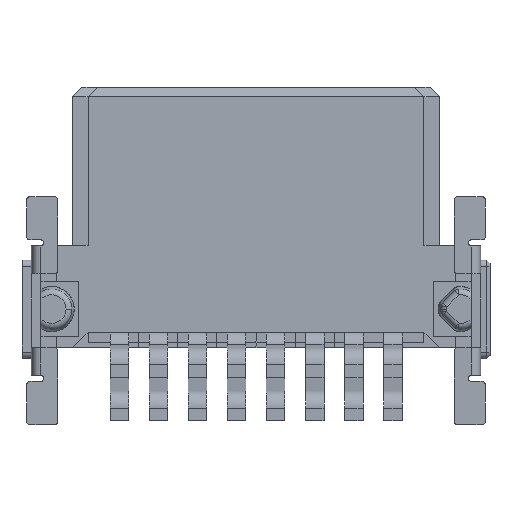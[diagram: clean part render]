
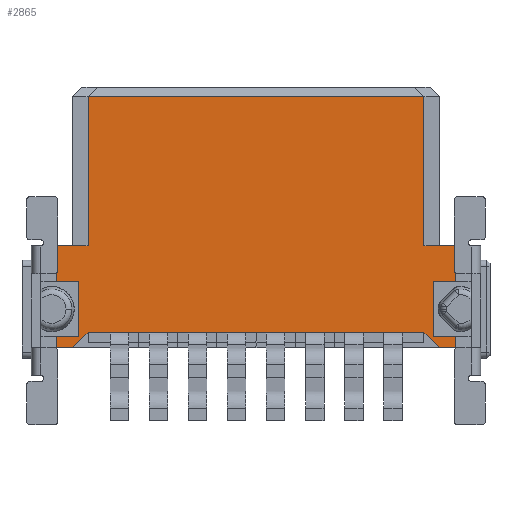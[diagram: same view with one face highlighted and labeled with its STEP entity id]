
A CAD part, front view. The second image highlights one B-rep face of the part: STEP entity #2865.
In plain terms, the highlighted planar face has unit normal (0, -1, 0).
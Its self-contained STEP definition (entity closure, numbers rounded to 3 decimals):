
#2742=AXIS2_PLACEMENT_3D('Plane Axis2P3D',#2739,#2740,#2741) ;
#652=CARTESIAN_POINT('Vertex',(1.115,1.373,5.8)) ;
#655=CARTESIAN_POINT('Line Origine',(1.63,1.373,5.8)) ;
#659=CARTESIAN_POINT('Vertex',(2.145,1.373,5.8)) ;
#791=CARTESIAN_POINT('Vertex',(13.055,1.373,5.8)) ;
#794=CARTESIAN_POINT('Line Origine',(13.57,1.373,5.8)) ;
#798=CARTESIAN_POINT('Vertex',(14.085,1.373,5.8)) ;
#1774=CARTESIAN_POINT('Vertex',(1.115,1.373,2.85)) ;
#1779=CARTESIAN_POINT('Line Origine',(1.48,1.373,2.85)) ;
#1783=CARTESIAN_POINT('Vertex',(1.845,1.373,2.85)) ;
#2066=CARTESIAN_POINT('Vertex',(1.115,1.373,4.65)) ;
#2078=CARTESIAN_POINT('Vertex',(1.845,1.373,4.65)) ;
#2081=CARTESIAN_POINT('Line Origine',(1.48,1.373,4.65)) ;
#2726=CARTESIAN_POINT('Line Origine',(1.115,1.373,5.225)) ;
#2739=CARTESIAN_POINT('Axis2P3D Location',(3.355,1.373,10.85)) ;
#2744=CARTESIAN_POINT('Line Origine',(7.6,1.373,3.)) ;
#2748=CARTESIAN_POINT('Vertex',(13.055,1.373,3.)) ;
#2750=CARTESIAN_POINT('Vertex',(2.145,1.373,3.)) ;
#2753=CARTESIAN_POINT('Line Origine',(13.305,1.373,2.75)) ;
#2757=CARTESIAN_POINT('Vertex',(13.555,1.373,2.5)) ;
#2760=CARTESIAN_POINT('Line Origine',(13.82,1.373,2.5)) ;
#2764=CARTESIAN_POINT('Vertex',(14.085,1.373,2.5)) ;
#2767=CARTESIAN_POINT('Line Origine',(14.085,1.373,2.675)) ;
#2771=CARTESIAN_POINT('Vertex',(14.085,1.373,2.85)) ;
#2774=CARTESIAN_POINT('Line Origine',(13.72,1.373,2.85)) ;
#2778=CARTESIAN_POINT('Vertex',(13.355,1.373,2.85)) ;
#2781=CARTESIAN_POINT('Line Origine',(13.355,1.373,3.75)) ;
#2785=CARTESIAN_POINT('Vertex',(13.355,1.373,4.65)) ;
#2788=CARTESIAN_POINT('Line Origine',(13.72,1.373,4.65)) ;
#2792=CARTESIAN_POINT('Vertex',(14.085,1.373,4.65)) ;
#2795=CARTESIAN_POINT('Line Origine',(14.085,1.373,5.225)) ;
#2800=CARTESIAN_POINT('Line Origine',(13.055,1.373,8.225)) ;
#2804=CARTESIAN_POINT('Vertex',(13.055,1.373,10.65)) ;
#2807=CARTESIAN_POINT('Line Origine',(7.6,1.373,10.65)) ;
#2811=CARTESIAN_POINT('Vertex',(2.145,1.373,10.65)) ;
#2814=CARTESIAN_POINT('Line Origine',(2.145,1.373,8.225)) ;
#2819=CARTESIAN_POINT('Line Origine',(1.845,1.373,3.75)) ;
#2824=CARTESIAN_POINT('Line Origine',(1.115,1.373,2.675)) ;
#2828=CARTESIAN_POINT('Vertex',(1.115,1.373,2.5)) ;
#2831=CARTESIAN_POINT('Line Origine',(1.38,1.373,2.5)) ;
#2835=CARTESIAN_POINT('Vertex',(1.645,1.373,2.5)) ;
#2838=CARTESIAN_POINT('Line Origine',(1.895,1.373,2.75)) ;
#656=DIRECTION('Vector Direction',(-1.,0.,0.)) ;
#795=DIRECTION('Vector Direction',(-1.,0.,0.)) ;
#1780=DIRECTION('Vector Direction',(-1.,0.,0.)) ;
#2082=DIRECTION('Vector Direction',(1.,0.,0.)) ;
#2727=DIRECTION('Vector Direction',(0.,0.,-1.)) ;
#2740=DIRECTION('Axis2P3D Direction',(0.,-1.,0.)) ;
#2741=DIRECTION('Axis2P3D XDirection',(0.,0.,-1.)) ;
#2745=DIRECTION('Vector Direction',(-1.,0.,0.)) ;
#2754=DIRECTION('Vector Direction',(0.707,0.,-0.707)) ;
#2761=DIRECTION('Vector Direction',(1.,0.,0.)) ;
#2768=DIRECTION('Vector Direction',(0.,0.,1.)) ;
#2775=DIRECTION('Vector Direction',(-1.,0.,0.)) ;
#2782=DIRECTION('Vector Direction',(0.,0.,1.)) ;
#2789=DIRECTION('Vector Direction',(1.,0.,0.)) ;
#2796=DIRECTION('Vector Direction',(0.,0.,1.)) ;
#2801=DIRECTION('Vector Direction',(0.,0.,1.)) ;
#2808=DIRECTION('Vector Direction',(-1.,0.,0.)) ;
#2815=DIRECTION('Vector Direction',(0.,0.,-1.)) ;
#2820=DIRECTION('Vector Direction',(0.,0.,-1.)) ;
#2825=DIRECTION('Vector Direction',(0.,0.,-1.)) ;
#2832=DIRECTION('Vector Direction',(1.,0.,0.)) ;
#2839=DIRECTION('Vector Direction',(0.707,0.,0.707)) ;
#657=VECTOR('Line Direction',#656,1.) ;
#796=VECTOR('Line Direction',#795,1.) ;
#1781=VECTOR('Line Direction',#1780,1.) ;
#2083=VECTOR('Line Direction',#2082,1.) ;
#2728=VECTOR('Line Direction',#2727,1.) ;
#2746=VECTOR('Line Direction',#2745,1.) ;
#2755=VECTOR('Line Direction',#2754,1.) ;
#2762=VECTOR('Line Direction',#2761,1.) ;
#2769=VECTOR('Line Direction',#2768,1.) ;
#2776=VECTOR('Line Direction',#2775,1.) ;
#2783=VECTOR('Line Direction',#2782,1.) ;
#2790=VECTOR('Line Direction',#2789,1.) ;
#2797=VECTOR('Line Direction',#2796,1.) ;
#2802=VECTOR('Line Direction',#2801,1.) ;
#2809=VECTOR('Line Direction',#2808,1.) ;
#2816=VECTOR('Line Direction',#2815,1.) ;
#2821=VECTOR('Line Direction',#2820,1.) ;
#2826=VECTOR('Line Direction',#2825,1.) ;
#2833=VECTOR('Line Direction',#2832,1.) ;
#2840=VECTOR('Line Direction',#2839,1.) ;
#2844=ORIENTED_EDGE('',*,*,#2752,.F.) ;
#2845=ORIENTED_EDGE('',*,*,#2759,.T.) ;
#2846=ORIENTED_EDGE('',*,*,#2766,.T.) ;
#2847=ORIENTED_EDGE('',*,*,#2773,.T.) ;
#2848=ORIENTED_EDGE('',*,*,#2780,.T.) ;
#2849=ORIENTED_EDGE('',*,*,#2787,.T.) ;
#2850=ORIENTED_EDGE('',*,*,#2794,.T.) ;
#2851=ORIENTED_EDGE('',*,*,#2799,.T.) ;
#2852=ORIENTED_EDGE('',*,*,#800,.T.) ;
#2853=ORIENTED_EDGE('',*,*,#2806,.T.) ;
#2854=ORIENTED_EDGE('',*,*,#2813,.T.) ;
#2855=ORIENTED_EDGE('',*,*,#2818,.T.) ;
#2856=ORIENTED_EDGE('',*,*,#661,.T.) ;
#2857=ORIENTED_EDGE('',*,*,#2730,.T.) ;
#2858=ORIENTED_EDGE('',*,*,#2085,.T.) ;
#2859=ORIENTED_EDGE('',*,*,#2823,.T.) ;
#2860=ORIENTED_EDGE('',*,*,#1785,.T.) ;
#2861=ORIENTED_EDGE('',*,*,#2830,.T.) ;
#2862=ORIENTED_EDGE('',*,*,#2837,.T.) ;
#2863=ORIENTED_EDGE('',*,*,#2842,.T.) ;
#2865=ADVANCED_FACE('Hauptk\X2\00F6\X0\rper',(#2864),#2743,.T.) ;
#661=EDGE_CURVE('',#660,#653,#658,.T.) ;
#800=EDGE_CURVE('',#799,#792,#797,.T.) ;
#1785=EDGE_CURVE('',#1784,#1775,#1782,.T.) ;
#2085=EDGE_CURVE('',#2067,#2079,#2084,.T.) ;
#2730=EDGE_CURVE('',#653,#2067,#2729,.T.) ;
#2752=EDGE_CURVE('',#2749,#2751,#2747,.T.) ;
#2759=EDGE_CURVE('',#2749,#2758,#2756,.T.) ;
#2766=EDGE_CURVE('',#2758,#2765,#2763,.T.) ;
#2773=EDGE_CURVE('',#2765,#2772,#2770,.T.) ;
#2780=EDGE_CURVE('',#2772,#2779,#2777,.T.) ;
#2787=EDGE_CURVE('',#2779,#2786,#2784,.T.) ;
#2794=EDGE_CURVE('',#2786,#2793,#2791,.T.) ;
#2799=EDGE_CURVE('',#2793,#799,#2798,.T.) ;
#2806=EDGE_CURVE('',#792,#2805,#2803,.T.) ;
#2813=EDGE_CURVE('',#2805,#2812,#2810,.T.) ;
#2818=EDGE_CURVE('',#2812,#660,#2817,.T.) ;
#2823=EDGE_CURVE('',#2079,#1784,#2822,.T.) ;
#2830=EDGE_CURVE('',#1775,#2829,#2827,.T.) ;
#2837=EDGE_CURVE('',#2829,#2836,#2834,.T.) ;
#2842=EDGE_CURVE('',#2836,#2751,#2841,.T.) ;
#2843=EDGE_LOOP('',(#2844,#2845,#2846,#2847,#2848,#2849,#2850,#2851,#2852,#2853,#2854,#2855,#2856,#2857,#2858,#2859,#2860,#2861,#2862,#2863)) ;
#2864=FACE_OUTER_BOUND('',#2843,.T.) ;
#658=LINE('Line',#655,#657) ;
#797=LINE('Line',#794,#796) ;
#1782=LINE('Line',#1779,#1781) ;
#2084=LINE('Line',#2081,#2083) ;
#2729=LINE('Line',#2726,#2728) ;
#2747=LINE('Line',#2744,#2746) ;
#2756=LINE('Line',#2753,#2755) ;
#2763=LINE('Line',#2760,#2762) ;
#2770=LINE('Line',#2767,#2769) ;
#2777=LINE('Line',#2774,#2776) ;
#2784=LINE('Line',#2781,#2783) ;
#2791=LINE('Line',#2788,#2790) ;
#2798=LINE('Line',#2795,#2797) ;
#2803=LINE('Line',#2800,#2802) ;
#2810=LINE('Line',#2807,#2809) ;
#2817=LINE('Line',#2814,#2816) ;
#2822=LINE('Line',#2819,#2821) ;
#2827=LINE('Line',#2824,#2826) ;
#2834=LINE('Line',#2831,#2833) ;
#2841=LINE('Line',#2838,#2840) ;
#2743=PLANE('',#2742) ;
#653=VERTEX_POINT('',#652) ;
#660=VERTEX_POINT('',#659) ;
#792=VERTEX_POINT('',#791) ;
#799=VERTEX_POINT('',#798) ;
#1775=VERTEX_POINT('',#1774) ;
#1784=VERTEX_POINT('',#1783) ;
#2067=VERTEX_POINT('',#2066) ;
#2079=VERTEX_POINT('',#2078) ;
#2749=VERTEX_POINT('',#2748) ;
#2751=VERTEX_POINT('',#2750) ;
#2758=VERTEX_POINT('',#2757) ;
#2765=VERTEX_POINT('',#2764) ;
#2772=VERTEX_POINT('',#2771) ;
#2779=VERTEX_POINT('',#2778) ;
#2786=VERTEX_POINT('',#2785) ;
#2793=VERTEX_POINT('',#2792) ;
#2805=VERTEX_POINT('',#2804) ;
#2812=VERTEX_POINT('',#2811) ;
#2829=VERTEX_POINT('',#2828) ;
#2836=VERTEX_POINT('',#2835) ;
